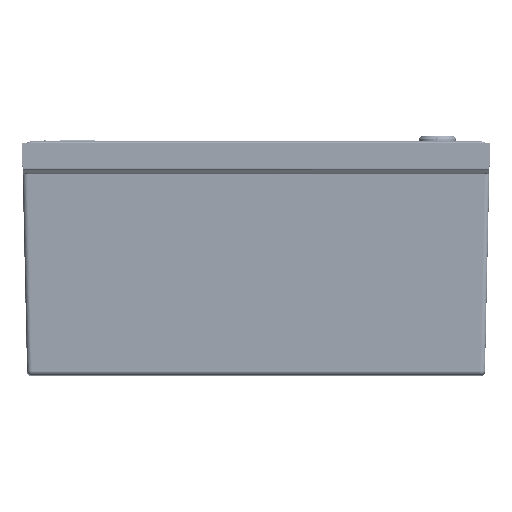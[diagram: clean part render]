
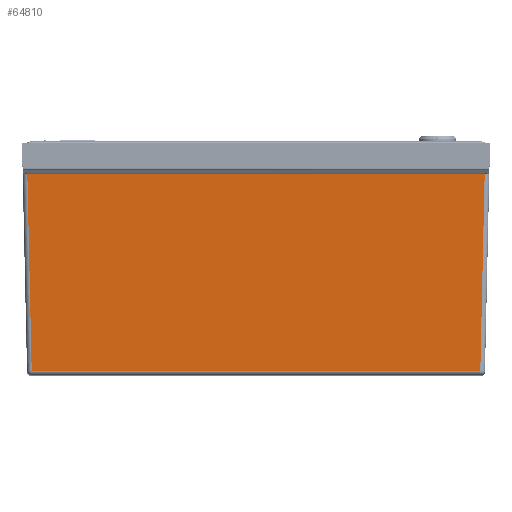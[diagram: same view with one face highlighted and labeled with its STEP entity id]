
A CAD part, top view. The second image highlights one B-rep face of the part: STEP entity #64810.
In plain terms, the highlighted planar face has unit normal (0, -0.022, 1).
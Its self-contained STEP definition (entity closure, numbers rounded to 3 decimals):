
#15162=DIRECTION('',(1.,0.,0.));
#15163=VECTOR('',#15162,391.611);
#15164=CARTESIAN_POINT('',(-195.805,172.625,
237.792));
#15165=LINE('',#15164,#15163);
#15177=DIRECTION('',(0.022,-1.,-0.022));
#15178=VECTOR('',#15177,168.795);
#15179=CARTESIAN_POINT('',(-195.805,172.625,
237.792));
#15180=LINE('',#15179,#15178);
#15181=DIRECTION('',(0.022,1.,0.022));
#15182=VECTOR('',#15181,168.795);
#15183=CARTESIAN_POINT('',(192.087,3.912,234.086));
#15184=LINE('',#15183,#15182);
#15185=DIRECTION('',(-1.,0.,0.));
#15186=VECTOR('',#15185,384.174);
#15187=CARTESIAN_POINT('',(192.087,3.912,234.086));
#15188=LINE('',#15187,#15186);
#27896=CARTESIAN_POINT('',(-195.805,172.625,
237.792));
#27897=CARTESIAN_POINT('',(-192.087,3.912,
234.086));
#27898=VERTEX_POINT('',#27896);
#27899=VERTEX_POINT('',#27897);
#27902=CARTESIAN_POINT('',(192.087,3.912,234.086));
#27903=VERTEX_POINT('',#27902);
#27921=CARTESIAN_POINT('',(195.805,172.625,237.792));
#27922=VERTEX_POINT('',#27921);
#64798=CARTESIAN_POINT('',(250.,173.,237.8));
#64799=DIRECTION('',(0.,0.022,-1.));
#64800=DIRECTION('',(0.,1.,0.022));
#64801=AXIS2_PLACEMENT_3D('',#64798,#64799,#64800);
#64802=PLANE('',#64801);
#64803=ORIENTED_EDGE('',*,*,#64363,.F.);
#64804=ORIENTED_EDGE('',*,*,#64769,.T.);
#64805=ORIENTED_EDGE('',*,*,#64674,.F.);
#64807=ORIENTED_EDGE('',*,*,#64806,.T.);
#64808=EDGE_LOOP('',(#64803,#64804,#64805,#64807));
#64809=FACE_OUTER_BOUND('',#64808,.F.);
#64363=EDGE_CURVE('',#27898,#27899,#15180,.T.);
#64674=EDGE_CURVE('',#27903,#27922,#15184,.T.);
#64769=EDGE_CURVE('',#27898,#27922,#15165,.T.);
#64806=EDGE_CURVE('',#27903,#27899,#15188,.T.);
#64810=ADVANCED_FACE('',(#64809),#64802,.F.);
